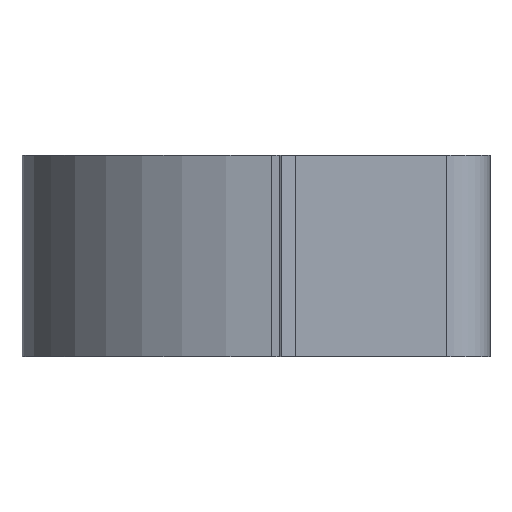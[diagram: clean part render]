
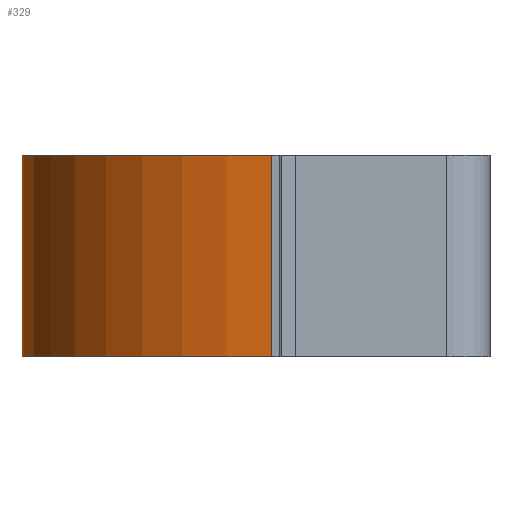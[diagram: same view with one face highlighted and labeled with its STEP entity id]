
A CAD part, left-side view. The second image highlights one B-rep face of the part: STEP entity #329.
In plain terms, the highlighted cylindrical face has radius 19 mm (diameter 38 mm), a partial arc.
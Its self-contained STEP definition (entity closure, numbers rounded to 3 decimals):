
#10 = CARTESIAN_POINT ( 'NONE',  ( 0., 0., -7. ) ) ;
#16 = AXIS2_PLACEMENT_3D ( 'NONE', #74, #34, #155 ) ;
#22 = VECTOR ( 'NONE', #348, 1000. ) ;
#34 = DIRECTION ( 'NONE',  ( 0., 0., -1. ) ) ;
#48 = ORIENTED_EDGE ( 'NONE', *, *, #51, .F. ) ;
#51 = EDGE_CURVE ( 'NONE', #571, #119, #515, .T. ) ;
#65 = LINE ( 'NONE', #347, #548 ) ;
#71 = EDGE_CURVE ( 'NONE', #247, #590, #88, .T. ) ;
#74 = CARTESIAN_POINT ( 'NONE',  ( 0., 0., 7. ) ) ;
#85 = DIRECTION ( 'NONE',  ( 0., 0., 1. ) ) ;
#88 = CIRCLE ( 'NONE', #239, 19. ) ;
#99 = CARTESIAN_POINT ( 'NONE',  ( 19., 0., 7. ) ) ;
#112 = EDGE_LOOP ( 'NONE', ( #564, #161, #48, #275 ) ) ;
#119 = VERTEX_POINT ( 'NONE', #223 ) ;
#155 = DIRECTION ( 'NONE',  ( -1., 0., 0. ) ) ;
#161 = ORIENTED_EDGE ( 'NONE', *, *, #556, .F. ) ;
#198 = LINE ( 'NONE', #396, #22 ) ;
#216 = DIRECTION ( 'NONE',  ( 0., 0., 1. ) ) ;
#223 = CARTESIAN_POINT ( 'NONE',  ( -18.928, 1.656, 7. ) ) ;
#232 = AXIS2_PLACEMENT_3D ( 'NONE', #603, #85, #451 ) ;
#239 = AXIS2_PLACEMENT_3D ( 'NONE', #10, #216, #418 ) ;
#247 = VERTEX_POINT ( 'NONE', #302 ) ;
#275 = ORIENTED_EDGE ( 'NONE', *, *, #360, .T. ) ;
#302 = CARTESIAN_POINT ( 'NONE',  ( 19., 0., -7. ) ) ;
#329 = ADVANCED_FACE ( 'NONE', ( #540 ), #536, .T. ) ;
#347 = CARTESIAN_POINT ( 'NONE',  ( 19., 0., 7. ) ) ;
#348 = DIRECTION ( 'NONE',  ( 0., 0., -1. ) ) ;
#360 = EDGE_CURVE ( 'NONE', #571, #247, #65, .T. ) ;
#396 = CARTESIAN_POINT ( 'NONE',  ( -18.928, 1.656, 7. ) ) ;
#408 = DIRECTION ( 'NONE',  ( 0., 0., -1. ) ) ;
#418 = DIRECTION ( 'NONE',  ( 1., 0., 0. ) ) ;
#451 = DIRECTION ( 'NONE',  ( 1., 0., 0. ) ) ;
#460 = CARTESIAN_POINT ( 'NONE',  ( -18.928, 1.656, -7. ) ) ;
#515 = CIRCLE ( 'NONE', #232, 19. ) ;
#536 = CYLINDRICAL_SURFACE ( 'NONE', #16, 19. ) ;
#540 = FACE_OUTER_BOUND ( 'NONE', #112, .T. ) ;
#548 = VECTOR ( 'NONE', #408, 1000. ) ;
#556 = EDGE_CURVE ( 'NONE', #119, #590, #198, .T. ) ;
#564 = ORIENTED_EDGE ( 'NONE', *, *, #71, .T. ) ;
#571 = VERTEX_POINT ( 'NONE', #99 ) ;
#590 = VERTEX_POINT ( 'NONE', #460 ) ;
#603 = CARTESIAN_POINT ( 'NONE',  ( 0., 0., 7. ) ) ;
